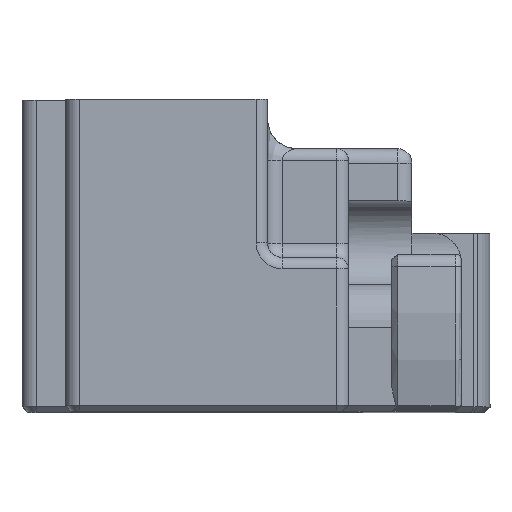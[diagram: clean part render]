
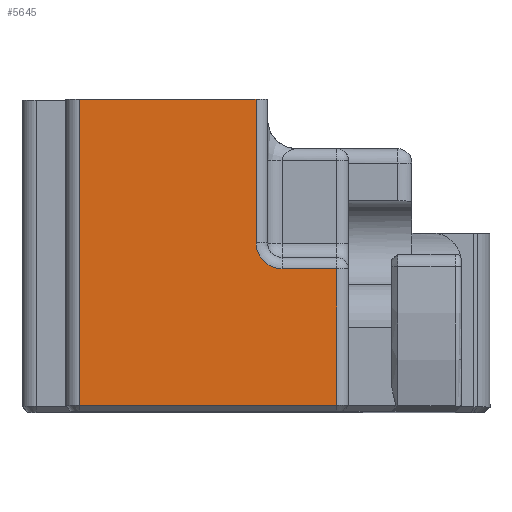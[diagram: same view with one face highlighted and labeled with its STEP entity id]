
A CAD part, top view. The second image highlights one B-rep face of the part: STEP entity #5645.
In plain terms, the highlighted planar face has unit normal (0, 0, 1).
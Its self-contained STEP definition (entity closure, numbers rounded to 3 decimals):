
#418=FACE_OUTER_BOUND('',#744,.T.);
#744=EDGE_LOOP('',(#4861,#4862,#4863,#4864,#4865,#4866,#4867));
#989=CIRCLE('',#6145,1.8);
#1273=LINE('',#8774,#1862);
#1546=LINE('',#9467,#2135);
#1547=LINE('',#9472,#2136);
#1549=LINE('',#9481,#2138);
#1550=LINE('',#9483,#2139);
#1551=LINE('',#9485,#2140);
#1862=VECTOR('',#6963,10.);
#2135=VECTOR('',#7580,10.);
#2136=VECTOR('',#7587,10.);
#2138=VECTOR('',#7597,10.);
#2139=VECTOR('',#7598,10.);
#2140=VECTOR('',#7599,10.);
#2472=VERTEX_POINT('',#8762);
#2477=VERTEX_POINT('',#8772);
#2669=VERTEX_POINT('',#9466);
#2670=VERTEX_POINT('',#9470);
#2673=VERTEX_POINT('',#9480);
#2674=VERTEX_POINT('',#9482);
#2675=VERTEX_POINT('',#9484);
#3101=EDGE_CURVE('',#2472,#2477,#1273,.T.);
#3426=EDGE_CURVE('',#2472,#2669,#1546,.T.);
#3429=EDGE_CURVE('',#2670,#2477,#1547,.T.);
#3433=EDGE_CURVE('',#2673,#2670,#1549,.T.);
#3434=EDGE_CURVE('',#2674,#2673,#1550,.T.);
#3435=EDGE_CURVE('',#2675,#2674,#1551,.T.);
#3436=EDGE_CURVE('',#2669,#2675,#989,.T.);
#4861=ORIENTED_EDGE('',*,*,#3101,.T.);
#4862=ORIENTED_EDGE('',*,*,#3429,.F.);
#4863=ORIENTED_EDGE('',*,*,#3433,.F.);
#4864=ORIENTED_EDGE('',*,*,#3434,.F.);
#4865=ORIENTED_EDGE('',*,*,#3435,.F.);
#4866=ORIENTED_EDGE('',*,*,#3436,.F.);
#4867=ORIENTED_EDGE('',*,*,#3426,.F.);
#5373=PLANE('',#6144);
#5645=ADVANCED_FACE('',(#418),#5373,.F.);
#6144=AXIS2_PLACEMENT_3D('',#9479,#7595,#7596);
#6145=AXIS2_PLACEMENT_3D('',#9486,#7600,#7601);
#6963=DIRECTION('',(-1.,0.,0.));
#7580=DIRECTION('',(0.,-1.,0.));
#7587=DIRECTION('',(0.,1.,0.));
#7595=DIRECTION('center_axis',(0.,0.,
-1.));
#7596=DIRECTION('ref_axis',(-1.,0.,0.));
#7597=DIRECTION('',(-1.,0.,0.));
#7598=DIRECTION('',(0.,-1.,0.));
#7599=DIRECTION('',(1.,0.,0.));
#7600=DIRECTION('center_axis',(0.,0.,
1.));
#7601=DIRECTION('ref_axis',(-0.707,-0.707,0.));
#8762=CARTESIAN_POINT('',(-59.629,128.542,40.967));
#8772=CARTESIAN_POINT('',(-71.829,128.542,40.967));
#8774=CARTESIAN_POINT('',(-56.679,128.542,40.967));
#9466=CARTESIAN_POINT('',(-59.629,118.592,40.967));
#9467=CARTESIAN_POINT('',(-59.629,129.842,40.967));
#9470=CARTESIAN_POINT('',(-71.829,107.342,40.967));
#9472=CARTESIAN_POINT('',(-71.829,118.542,40.967));
#9479=CARTESIAN_POINT('Origin',(-53.729,108.542,40.967));
#9480=CARTESIAN_POINT('',(-54.029,107.342,40.967));
#9481=CARTESIAN_POINT('',(-51.029,107.342,40.967));
#9482=CARTESIAN_POINT('',(-54.029,116.792,40.967));
#9483=CARTESIAN_POINT('',(-54.029,123.442,40.967));
#9484=CARTESIAN_POINT('',(-57.829,116.792,40.967));
#9485=CARTESIAN_POINT('',(-56.179,116.792,40.967));
#9486=CARTESIAN_POINT('Origin',(-57.829,118.592,40.967));
